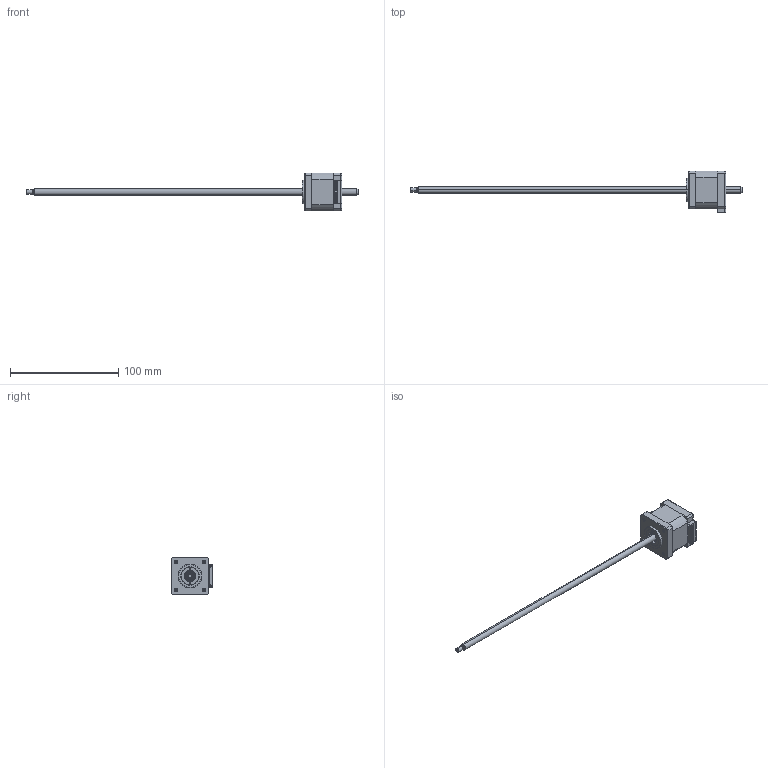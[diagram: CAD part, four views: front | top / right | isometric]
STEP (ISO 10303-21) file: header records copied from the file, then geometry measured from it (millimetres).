
FILE_DESCRIPTION (( 'STEP AP203' ), '1' );
FILE_NAME ('LN143S-E06127-300-S-050.STEP', '2019-04-13T05:36:39', ( 'Sky123.Org' ), ( 'Sky123.Org' ), 'SwSTEP 2.0', 'SolidWorks 2014', '' );
FILE_SCHEMA (( 'CONFIG_CONTROL_DESIGN' ));
Length unit declared in the file: millimetre
Products named in the file (3): LN14HS3P4050-BP68A; LN14-E06127佪裝; LN143S-E06127-300-S-050
Assembly tree (2 placements, depth 2):
  LN143S-E06127-300-S-050
    LN14HS3P4050-BP68A
    LN14-E06127佪裝
Bounding box: 307 x 38.7 x 35 mm (x, y, z)
Volume: 8554.1 mm3; surface area: 15096.1 mm2
Topology: 1 solids, 15 shells, 264 faces, 765 edges, 520 vertices
Faces by surface type: plane 100, cylinder 86, cone 56, torus 14, sphere 8
Entity records: 9433 total; most frequent: CARTESIAN_POINT 2181, DIRECTION 1499, ORIENTED_EDGE 1332, EDGE_CURVE 765, AXIS2_PLACEMENT_3D 576, VERTEX_POINT 520, VECTOR 347, LINE 347
